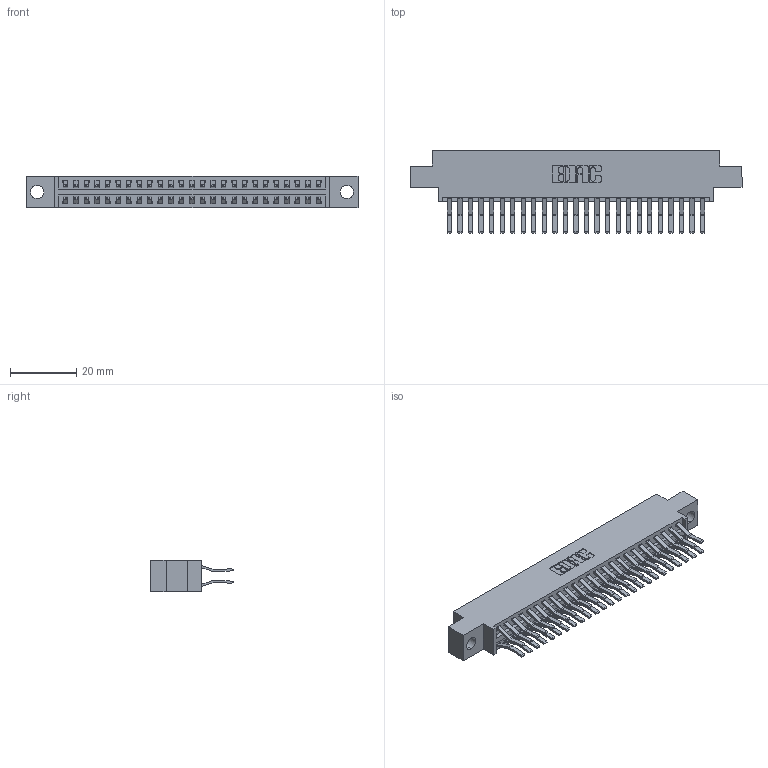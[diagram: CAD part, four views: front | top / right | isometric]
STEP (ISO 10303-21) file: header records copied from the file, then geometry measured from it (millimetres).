
FILE_DESCRIPTION (( 'STEP AP203' ), '1' );
FILE_NAME ('346-050-560-804.STEP', '2022-05-21T00:18:25', ( '' ), ( '' ), 'SwSTEP 2.0', 'SolidWorks 2020', '' );
FILE_SCHEMA (( 'CONFIG_CONTROL_DESIGN' ));
Length unit declared in the file: inch
Products named in the file (3): 345-292-001_560 Tail; 346 Part_0.170 Offset - 0.156 Dia-TH; 346-050-560-804
Assembly tree (51 placements, depth 2):
  346-050-560-804
    346 Part_0.170 Offset - 0.156 Dia-TH
    345-292-001_560 Tail  x50
Bounding box: 99.95 x 24.78 x 9.4 mm (x, y, z)
Volume: 9681.4 mm3; surface area: 13942.4 mm2
Topology: 51 solids, 51 shells, 2840 faces, 8427 edges, 5550 vertices
Faces by surface type: plane 1844, cylinder 996
Entity records: 19243 total; most frequent: CARTESIAN_POINT 3202, ORIENTED_EDGE 3134, DIRECTION 2875, EDGE_CURVE 1567, VECTOR 1331, LINE 1331, VERTEX_POINT 1042, AXIS2_PLACEMENT_3D 772
